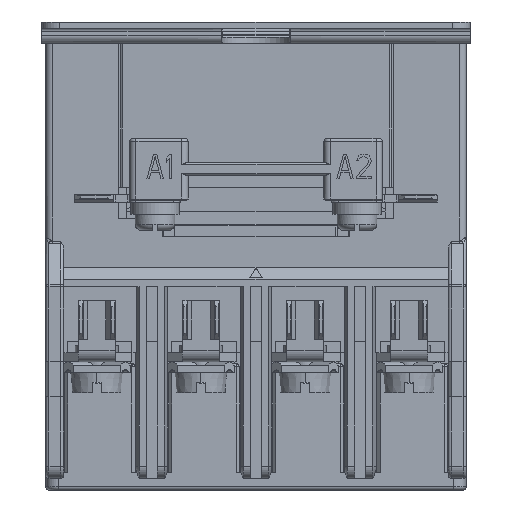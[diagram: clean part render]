
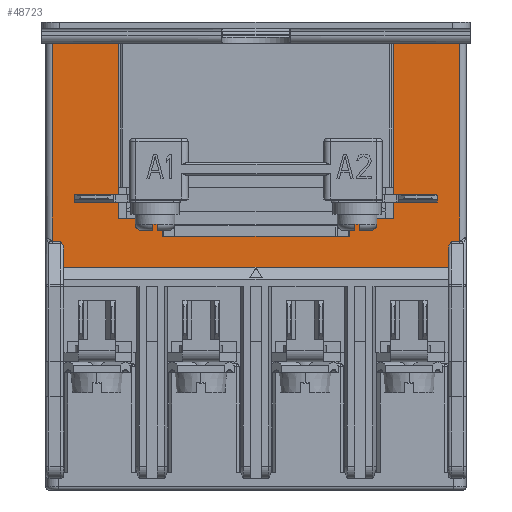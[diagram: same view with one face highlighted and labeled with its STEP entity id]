
A CAD part, front view. The second image highlights one B-rep face of the part: STEP entity #48723.
In plain terms, the highlighted planar face has unit normal (0, -1, 0).
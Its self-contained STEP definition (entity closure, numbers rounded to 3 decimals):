
#1705=CARTESIAN_POINT('',(-4.05,0.,
-29.264));
#1717=DIRECTION('',(0.,0.,-1.));
#1718=VECTOR('',#1717,32.264);
#1719=CARTESIAN_POINT('',(-4.05,0.,3.));
#1720=LINE('',#1719,#1718);
#1742=CARTESIAN_POINT('',(-2.327,0.,-29.764));
#1743=CARTESIAN_POINT('',(-2.257,0.,-29.896));
#1744=CARTESIAN_POINT('',(-2.177,0.,-30.176));
#1745=CARTESIAN_POINT('',(-2.15,0.,-30.468));
#1746=CARTESIAN_POINT('',(-2.15,0.,-30.618));
#1785=DIRECTION('',(-1.,0.,0.));
#1786=VECTOR('',#1785,1.4);
#1787=CARTESIAN_POINT('',(-2.65,0.,
-29.264));
#1788=LINE('',#1787,#1786);
#1789=DIRECTION('',(0.,0.,-1.));
#1790=VECTOR('',#1789,2.882);
#1791=CARTESIAN_POINT('',(-2.15,0.,-30.618));
#1792=LINE('',#1791,#1790);
#1793=CARTESIAN_POINT('',(-2.65,0.,
-29.264));
#1794=CARTESIAN_POINT('',(-2.609,0.,
-29.322));
#1795=CARTESIAN_POINT('',(-2.529,0.,
-29.435));
#1796=CARTESIAN_POINT('',(-2.419,0.,
-29.601));
#1797=CARTESIAN_POINT('',(-2.356,0.,
-29.71));
#1798=CARTESIAN_POINT('',(-2.327,0.,
-29.764));
#1800=DIRECTION('',(-0.103,0.,0.995));
#1801=VECTOR('',#1800,2.915);
#1802=CARTESIAN_POINT('',(14.05,0.,-28.5));
#1803=LINE('',#1802,#1801);
#1804=DIRECTION('',(-0.103,0.,-0.995));
#1805=VECTOR('',#1804,2.915);
#1806=CARTESIAN_POINT('',(44.75,0.,-25.6));
#1807=LINE('',#1806,#1805);
#1808=CARTESIAN_POINT('',(60.827,0.,
-29.764));
#1809=CARTESIAN_POINT('',(60.856,0.,
-29.71));
#1810=CARTESIAN_POINT('',(60.919,0.,
-29.601));
#1811=CARTESIAN_POINT('',(61.029,0.,
-29.435));
#1812=CARTESIAN_POINT('',(61.109,0.,
-29.322));
#1813=CARTESIAN_POINT('',(61.15,0.,
-29.264));
#1815=DIRECTION('',(1.,0.,0.));
#1816=VECTOR('',#1815,62.8);
#1817=CARTESIAN_POINT('',(-2.15,0.,-33.5));
#1818=LINE('',#1817,#1816);
#1844=DIRECTION('',(0.,0.,1.));
#1845=VECTOR('',#1844,2.882);
#1846=CARTESIAN_POINT('',(60.65,0.,-33.5));
#1847=LINE('',#1846,#1845);
#5067=DIRECTION('',(-1.,0.,0.));
#5068=VECTOR('',#5067,30.4);
#5069=CARTESIAN_POINT('',(44.45,0.,-28.5));
#5070=LINE('',#5069,#5068);
#5687=DIRECTION('',(-1.,0.,0.));
#5688=VECTOR('',#5687,6.9);
#5689=CARTESIAN_POINT('',(51.65,0.,-25.6));
#5690=LINE('',#5689,#5688);
#5712=DIRECTION('',(1.,0.,0.));
#5713=VECTOR('',#5712,10.9);
#5714=CARTESIAN_POINT('',(51.65,0.,3.));
#5715=LINE('',#5714,#5713);
#5744=DIRECTION('',(0.,0.,1.));
#5745=VECTOR('',#5744,32.264);
#5746=CARTESIAN_POINT('',(62.55,0.,
-29.264));
#5747=LINE('',#5746,#5745);
#5832=CARTESIAN_POINT('',(60.65,0.,-30.618));
#5833=CARTESIAN_POINT('',(60.65,0.,-30.468));
#5834=CARTESIAN_POINT('',(60.677,0.,-30.176));
#5835=CARTESIAN_POINT('',(60.757,0.,-29.896));
#5836=CARTESIAN_POINT('',(60.827,0.,-29.764));
#5838=DIRECTION('',(-1.,0.,0.));
#5839=VECTOR('',#5838,1.4);
#5840=CARTESIAN_POINT('',(62.55,0.,
-29.264));
#5841=LINE('',#5840,#5839);
#6125=DIRECTION('',(0.,0.,1.));
#6126=VECTOR('',#6125,28.6);
#6127=CARTESIAN_POINT('',(51.65,0.,-25.6));
#6128=LINE('',#6127,#6126);
#6905=DIRECTION('',(-1.,0.,0.));
#6906=VECTOR('',#6905,6.9);
#6907=CARTESIAN_POINT('',(13.75,0.,-25.6));
#6908=LINE('',#6907,#6906);
#6921=DIRECTION('',(0.,0.,-1.));
#6922=VECTOR('',#6921,28.6);
#6923=CARTESIAN_POINT('',(6.85,0.,3.));
#6924=LINE('',#6923,#6922);
#6985=DIRECTION('',(1.,0.,0.));
#6986=VECTOR('',#6985,10.9);
#6987=CARTESIAN_POINT('',(-4.05,0.,3.));
#6988=LINE('',#6987,#6986);
#38004=VERTEX_POINT('',#1705);
#38005=CARTESIAN_POINT('',(-4.05,0.,3.));
#38006=VERTEX_POINT('',#38005);
#38013=CARTESIAN_POINT('',(-2.15,0.,-30.618));
#38015=VERTEX_POINT('',#38013);
#38016=CARTESIAN_POINT('',(-2.327,0.,
-29.764));
#38017=VERTEX_POINT('',#38016);
#38036=CARTESIAN_POINT('',(-2.15,0.,-33.5));
#38037=VERTEX_POINT('',#38036);
#38038=CARTESIAN_POINT('',(60.65,0.,-33.5));
#38039=VERTEX_POINT('',#38038);
#38040=VERTEX_POINT('',#1793);
#38041=CARTESIAN_POINT('',(6.85,0.,3.));
#38042=VERTEX_POINT('',#38041);
#38043=CARTESIAN_POINT('',(6.85,0.,-25.6));
#38044=VERTEX_POINT('',#38043);
#38045=CARTESIAN_POINT('',(13.75,0.,-25.6));
#38046=VERTEX_POINT('',#38045);
#38047=CARTESIAN_POINT('',(14.05,0.,-28.5));
#38048=VERTEX_POINT('',#38047);
#38049=CARTESIAN_POINT('',(44.45,0.,-28.5));
#38050=VERTEX_POINT('',#38049);
#38051=CARTESIAN_POINT('',(44.75,0.,-25.6));
#38052=VERTEX_POINT('',#38051);
#38053=CARTESIAN_POINT('',(51.65,0.,-25.6));
#38054=VERTEX_POINT('',#38053);
#38055=CARTESIAN_POINT('',(51.65,0.,3.));
#38056=VERTEX_POINT('',#38055);
#38057=CARTESIAN_POINT('',(62.55,0.,3.));
#38058=VERTEX_POINT('',#38057);
#38059=CARTESIAN_POINT('',(62.55,0.,
-29.264));
#38060=VERTEX_POINT('',#38059);
#38061=CARTESIAN_POINT('',(61.15,0.,
-29.264));
#38062=VERTEX_POINT('',#38061);
#38063=VERTEX_POINT('',#1808);
#38064=VERTEX_POINT('',#5832);
#48681=CARTESIAN_POINT('',(29.25,0.,-15.25));
#48682=DIRECTION('',(0.,1.,0.));
#48683=DIRECTION('',(1.,0.,0.));
#48684=AXIS2_PLACEMENT_3D('',#48681,#48682,#48683);
#48685=PLANE('',#48684);
#48687=ORIENTED_EDGE('',*,*,#48686,.F.);
#48688=ORIENTED_EDGE('',*,*,#48030,.F.);
#48689=ORIENTED_EDGE('',*,*,#48613,.F.);
#48690=ORIENTED_EDGE('',*,*,#48662,.F.);
#48691=ORIENTED_EDGE('',*,*,#48676,.T.);
#48692=ORIENTED_EDGE('',*,*,#48543,.F.);
#48694=ORIENTED_EDGE('',*,*,#48693,.T.);
#48696=ORIENTED_EDGE('',*,*,#48695,.T.);
#48698=ORIENTED_EDGE('',*,*,#48697,.F.);
#48700=ORIENTED_EDGE('',*,*,#48699,.F.);
#48702=ORIENTED_EDGE('',*,*,#48701,.F.);
#48704=ORIENTED_EDGE('',*,*,#48703,.F.);
#48706=ORIENTED_EDGE('',*,*,#48705,.F.);
#48708=ORIENTED_EDGE('',*,*,#48707,.T.);
#48710=ORIENTED_EDGE('',*,*,#48709,.T.);
#48712=ORIENTED_EDGE('',*,*,#48711,.F.);
#48714=ORIENTED_EDGE('',*,*,#48713,.T.);
#48716=ORIENTED_EDGE('',*,*,#48715,.F.);
#48718=ORIENTED_EDGE('',*,*,#48717,.F.);
#48720=ORIENTED_EDGE('',*,*,#48719,.F.);
#48721=EDGE_LOOP('',(#48687,#48688,#48689,#48690,#48691,#48692,#48694,#48696,
#48698,#48700,#48702,#48704,#48706,#48708,#48710,#48712,#48714,#48716,#48718,
#48720));
#48722=FACE_OUTER_BOUND('',#48721,.F.);
#1747=B_SPLINE_CURVE_WITH_KNOTS('',3,(#1742,#1743,#1744,#1745,#1746),
.UNSPECIFIED.,.F.,.F.,(4,1,4),(0.,0.5,1.),.UNSPECIFIED.);
#1799=B_SPLINE_CURVE_WITH_KNOTS('',3,(#1793,#1794,#1795,#1796,#1797,#1798),
.UNSPECIFIED.,.F.,.F.,(4,1,1,4),(0.,0.333,0.667,1.),
.UNSPECIFIED.);
#1814=B_SPLINE_CURVE_WITH_KNOTS('',3,(#1808,#1809,#1810,#1811,#1812,#1813),
.UNSPECIFIED.,.F.,.F.,(4,1,1,4),(0.,0.333,0.667,1.),
.UNSPECIFIED.);
#5837=B_SPLINE_CURVE_WITH_KNOTS('',3,(#5832,#5833,#5834,#5835,#5836),
.UNSPECIFIED.,.F.,.F.,(4,1,4),(0.,0.5,1.),.UNSPECIFIED.);
#48030=EDGE_CURVE('',#38015,#38037,#1792,.T.);
#48543=EDGE_CURVE('',#38006,#38004,#1720,.T.);
#48613=EDGE_CURVE('',#38017,#38015,#1747,.T.);
#48662=EDGE_CURVE('',#38040,#38017,#1799,.T.);
#48676=EDGE_CURVE('',#38040,#38004,#1788,.T.);
#48686=EDGE_CURVE('',#38037,#38039,#1818,.T.);
#48693=EDGE_CURVE('',#38006,#38042,#6988,.T.);
#48695=EDGE_CURVE('',#38042,#38044,#6924,.T.);
#48697=EDGE_CURVE('',#38046,#38044,#6908,.T.);
#48699=EDGE_CURVE('',#38048,#38046,#1803,.T.);
#48701=EDGE_CURVE('',#38050,#38048,#5070,.T.);
#48703=EDGE_CURVE('',#38052,#38050,#1807,.T.);
#48705=EDGE_CURVE('',#38054,#38052,#5690,.T.);
#48707=EDGE_CURVE('',#38054,#38056,#6128,.T.);
#48709=EDGE_CURVE('',#38056,#38058,#5715,.T.);
#48711=EDGE_CURVE('',#38060,#38058,#5747,.T.);
#48713=EDGE_CURVE('',#38060,#38062,#5841,.T.);
#48715=EDGE_CURVE('',#38063,#38062,#1814,.T.);
#48717=EDGE_CURVE('',#38064,#38063,#5837,.T.);
#48719=EDGE_CURVE('',#38039,#38064,#1847,.T.);
#48723=ADVANCED_FACE('',(#48722),#48685,.F.);
